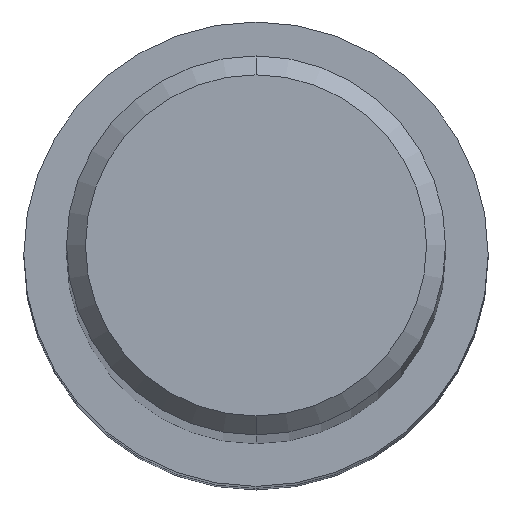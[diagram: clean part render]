
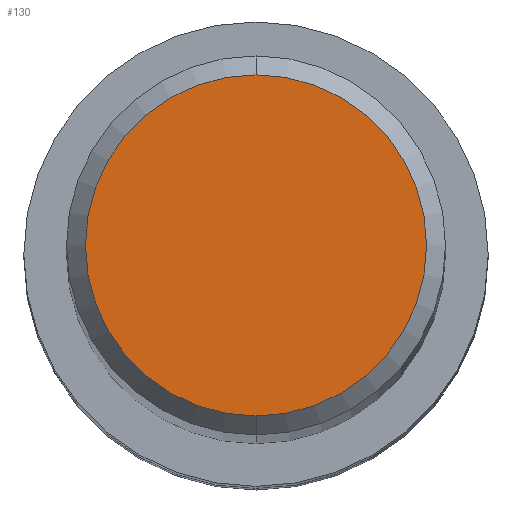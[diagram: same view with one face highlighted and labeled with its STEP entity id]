
A CAD part, top view. The second image highlights one B-rep face of the part: STEP entity #130.
In plain terms, the highlighted planar face has unit normal (0, 0, 1).
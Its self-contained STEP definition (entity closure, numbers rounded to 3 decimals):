
#116=EDGE_CURVE('',#150,#154,#257,.T.);
#130=ADVANCED_FACE('',(#273),#274,.T.);
#144=EDGE_CURVE('',#154,#150,#288,.T.);
#150=VERTEX_POINT('',#294);
#154=VERTEX_POINT('',#298);
#257=CIRCLE('',#413,3.6);
#273=FACE_OUTER_BOUND('',#432,.T.);
#274=PLANE('',#433);
#288=CIRCLE('',#449,3.6);
#294=CARTESIAN_POINT('',(0.0,3.6,0.0));
#298=CARTESIAN_POINT('',(0.,-3.6,0.0));
#413=AXIS2_PLACEMENT_3D('',#580,#581,#582);
#432=EDGE_LOOP('',(#609,#610));
#433=AXIS2_PLACEMENT_3D('',#611,#612,#613);
#449=AXIS2_PLACEMENT_3D('',#621,#622,#623);
#580=CARTESIAN_POINT('',(0.0,0.0,0.0));
#581=DIRECTION('',(0.0,0.0,-1.0));
#582=DIRECTION('',(0.0,1.0,0.0));
#609=ORIENTED_EDGE('',*,*,#116,.F.);
#610=ORIENTED_EDGE('',*,*,#144,.F.);
#611=CARTESIAN_POINT('',(0.0,1.8,0.0));
#612=DIRECTION('',(-0.0,0.0,1.0));
#613=DIRECTION('',(0.0,-1.0,0.0));
#621=CARTESIAN_POINT('',(0.0,0.0,0.0));
#622=DIRECTION('',(0.0,0.0,-1.0));
#623=DIRECTION('',(0.0,1.0,0.0));
